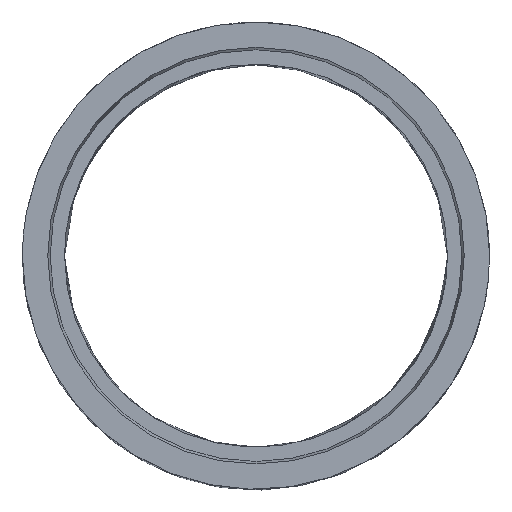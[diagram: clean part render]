
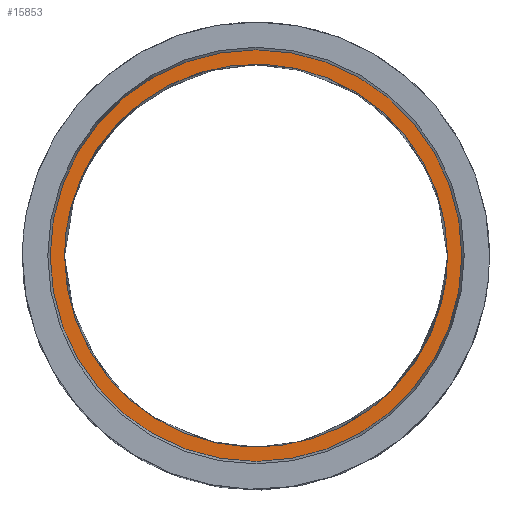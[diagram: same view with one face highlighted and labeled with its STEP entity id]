
A CAD part, top view. The second image highlights one B-rep face of the part: STEP entity #15853.
In plain terms, the highlighted planar face has unit normal (0, 0, 1).
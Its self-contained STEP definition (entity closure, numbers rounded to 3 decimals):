
#1109 = VERTEX_POINT ( 'NONE', #19209 ) ;
#1405 = CARTESIAN_POINT ( 'NONE',  ( 430., 0., 1000. ) ) ;
#1585 = CARTESIAN_POINT ( 'NONE',  ( 398.848, 31.689, 1000. ) ) ;
#2075 = AXIS2_PLACEMENT_3D ( 'NONE', #5081, #14859, #14750 ) ;
#2231 = EDGE_CURVE ( 'NONE', #5210, #10936, #5524, .T. ) ;
#2724 = CARTESIAN_POINT ( 'NONE',  ( 106.084, -400., 1000. ) ) ;
#2969 = ORIENTED_EDGE ( 'NONE', *, *, #2231, .T. ) ;
#3099 = CARTESIAN_POINT ( 'NONE',  ( 399.789, 15.891, 1000. ) ) ;
#3182 = FACE_OUTER_BOUND ( 'NONE', #12984, .T. ) ;
#3289 = FACE_BOUND ( 'NONE', #16241, .T. ) ;
#3379 = CARTESIAN_POINT ( 'NONE',  ( 400., -5.304, 1000. ) ) ;
#3392 = CARTESIAN_POINT ( 'NONE',  ( 400., 0., 1000. ) ) ;
#4145 = AXIS2_PLACEMENT_3D ( 'NONE', #3392, #4909, #14568 ) ;
#4245 = CARTESIAN_POINT ( 'NONE',  ( -400., -106.084, 1000. ) ) ;
#4584 = PLANE ( 'NONE',  #4145 ) ;
#4866 = ORIENTED_EDGE ( 'NONE', *, *, #10915, .T. ) ;
#4909 = DIRECTION ( 'NONE',  ( 0., 0., -1. ) ) ;
#5045 = CARTESIAN_POINT ( 'NONE',  ( 400., 5.304, 1000. ) ) ;
#5081 = CARTESIAN_POINT ( 'NONE',  ( 0., 0., 1000. ) ) ;
#5210 = VERTEX_POINT ( 'NONE', #20827 ) ;
#5524 = CIRCLE ( 'NONE', #6572, 430. ) ;
#6032 = CARTESIAN_POINT ( 'NONE',  ( 0., 0., 1000. ) ) ;
#6084 = CARTESIAN_POINT ( 'NONE',  ( 342.853, -222.833, 1000. ) ) ;
#6572 = AXIS2_PLACEMENT_3D ( 'NONE', #6032, #21228, #9725 ) ;
#6774 = CARTESIAN_POINT ( 'NONE',  ( 400., 0., 1000. ) ) ;
#7859 = EDGE_CURVE ( 'NONE', #8408, #1109, #15344, .T. ) ;
#8083 = CARTESIAN_POINT ( 'NONE',  ( -400., 106.084, 1000. ) ) ;
#8187 = CARTESIAN_POINT ( 'NONE',  ( -400., 0., 1000. ) ) ;
#8294 = CARTESIAN_POINT ( 'NONE',  ( 384.263, 140.893, 1000. ) ) ;
#8408 = VERTEX_POINT ( 'NONE', #15804 ) ;
#8980 = CIRCLE ( 'NONE', #2075, 430. ) ;
#9458 = ORIENTED_EDGE ( 'NONE', *, *, #17212, .F. ) ;
#9551 = CARTESIAN_POINT ( 'NONE',  ( 207.83, -357.855, 1000. ) ) ;
#9717 = CARTESIAN_POINT ( 'NONE',  ( 106.084, 400., 1000. ) ) ;
#9725 = DIRECTION ( 'NONE',  ( 1., 0., 0. ) ) ;
#10030 = CARTESIAN_POINT ( 'NONE',  ( 397.288, 47.389, 1000. ) ) ;
#10915 = EDGE_CURVE ( 'NONE', #10936, #5210, #8980, .T. ) ;
#10936 = VERTEX_POINT ( 'NONE', #1405 ) ;
#11188 = CARTESIAN_POINT ( 'NONE',  ( -207.83, -357.855, 1000. ) ) ;
#11669 = CARTESIAN_POINT ( 'NONE',  ( -106.084, 400., 1000. ) ) ;
#12766 = ORIENTED_EDGE ( 'NONE', *, *, #7859, .F. ) ;
#12984 = EDGE_LOOP ( 'NONE', ( #4866, #2969 ) ) ;
#13298 = CARTESIAN_POINT ( 'NONE',  ( -357.855, 207.83, 1000. ) ) ;
#13361 = CARTESIAN_POINT ( 'NONE',  ( 399.789, -15.891, 1000. ) ) ;
#14224 = CARTESIAN_POINT ( 'NONE',  ( -400., 0., 1000. ) ) ;
#14244 = B_SPLINE_CURVE_WITH_KNOTS ( 'NONE', 3,
 ( #6774, #5045, #3099, #1585, #10030, #8294, #16555, #16451, #9717, #11669, #16658, #13298, #8083, #8187 ),
 .UNSPECIFIED., .F., .F.,
 ( 4, 1, 1, 1, 1, 2, 2, 2, 4 ),
 ( 0., 0.016, 0.031, 0.047, 0.063, 0.313, 0.625, 0.938, 1.251 ),
 .UNSPECIFIED. ) ;
#14568 = DIRECTION ( 'NONE',  ( -1., 0., 0. ) ) ;
#14666 = CARTESIAN_POINT ( 'NONE',  ( 398.848, -31.689, 1000. ) ) ;
#14750 = DIRECTION ( 'NONE',  ( 1., 0., 0. ) ) ;
#14859 = DIRECTION ( 'NONE',  ( 0., 0., 1. ) ) ;
#15344 = B_SPLINE_CURVE_WITH_KNOTS ( 'NONE', 3,
 ( #14224, #4245, #17585, #11188, #17807, #2724, #9551, #6084, #15961, #17697, #14666, #13361, #3379, #18237 ),
 .UNSPECIFIED., .F., .F.,
 ( 4, 2, 2, 2, 1, 1, 1, 1, 4 ),
 ( 1.251, 1.563, 1.876, 2.188, 2.438, 2.454, 2.47, 2.485, 2.501 ),
 .UNSPECIFIED. ) ;
#15804 = CARTESIAN_POINT ( 'NONE',  ( -400., 0., 1000. ) ) ;
#15853 = ADVANCED_FACE ( 'NONE', ( #3182, #3289 ), #4584, .F. ) ;
#15961 = CARTESIAN_POINT ( 'NONE',  ( 384.263, -140.893, 1000. ) ) ;
#16241 = EDGE_LOOP ( 'NONE', ( #9458, #12766 ) ) ;
#16451 = CARTESIAN_POINT ( 'NONE',  ( 207.83, 357.855, 1000. ) ) ;
#16555 = CARTESIAN_POINT ( 'NONE',  ( 342.853, 222.833, 1000. ) ) ;
#16658 = CARTESIAN_POINT ( 'NONE',  ( -207.83, 357.855, 1000. ) ) ;
#17212 = EDGE_CURVE ( 'NONE', #1109, #8408, #14244, .T. ) ;
#17585 = CARTESIAN_POINT ( 'NONE',  ( -357.855, -207.83, 1000. ) ) ;
#17697 = CARTESIAN_POINT ( 'NONE',  ( 397.288, -47.389, 1000. ) ) ;
#17807 = CARTESIAN_POINT ( 'NONE',  ( -106.084, -400., 1000. ) ) ;
#18237 = CARTESIAN_POINT ( 'NONE',  ( 400., 0., 1000. ) ) ;
#19209 = CARTESIAN_POINT ( 'NONE',  ( 400., 0., 1000. ) ) ;
#20827 = CARTESIAN_POINT ( 'NONE',  ( -430., 0., 1000. ) ) ;
#21228 = DIRECTION ( 'NONE',  ( 0., 0., 1. ) ) ;
